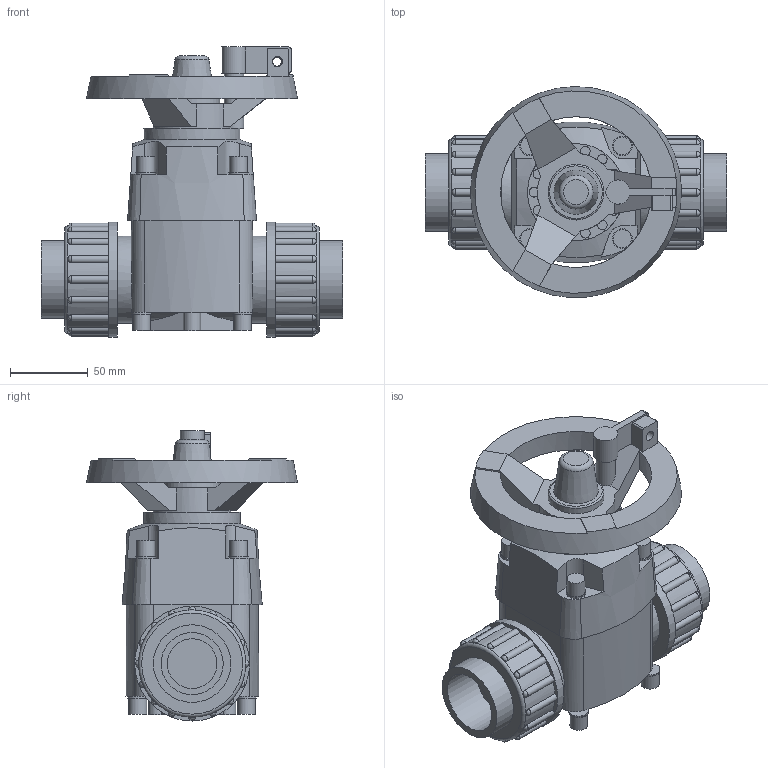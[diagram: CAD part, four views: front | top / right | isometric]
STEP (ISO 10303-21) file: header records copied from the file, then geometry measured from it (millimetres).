
FILE_DESCRIPTION((''),'2;1');
FILE_NAME('PV20001A040.stp','2022-02-17T13:45:43',('RL'),(''),'Autodesk Inventor 2012','Autodesk Inventor 2012','');
FILE_SCHEMA(('AUTOMOTIVE_DESIGN { 1 0 10303 214 1 1 1 1 }'));
Length unit declared in the file: millimetre
Products named in the file (1): PV20001A040
Bounding box: 194 x 135.81 x 186.83 mm (x, y, z)
Volume: 1157968.3 mm3; surface area: 151225.6 mm2
Topology: 1 solids, 4 shells, 309 faces, 792 edges, 522 vertices
Faces by surface type: plane 148, cylinder 115, sphere 32, cone 10, torus 4
Full cylindrical faces by diameter (mm): 5.667 x1, 6.24 x14, 6.476 x1, 6.75 x2, 11.556 x8, 12.48 x1, 12.711 x8, 32 x4, 35.88 x1, 40 x2, 49.98 x2, 50 x2, 56.08 x2, 56.1 x2, 59.94 x2, 62.4 x1, 69.067 x2, 74 x2, 97.143 x1, 106.857 x1, 126.286 x1
Entity records: 9988 total; most frequent: CARTESIAN_POINT 2376, DIRECTION 1580, ORIENTED_EDGE 1398, EDGE_CURVE 699, AXIS2_PLACEMENT_3D 666, VERTEX_POINT 497, EDGE_LOOP 416, CIRCLE 348
